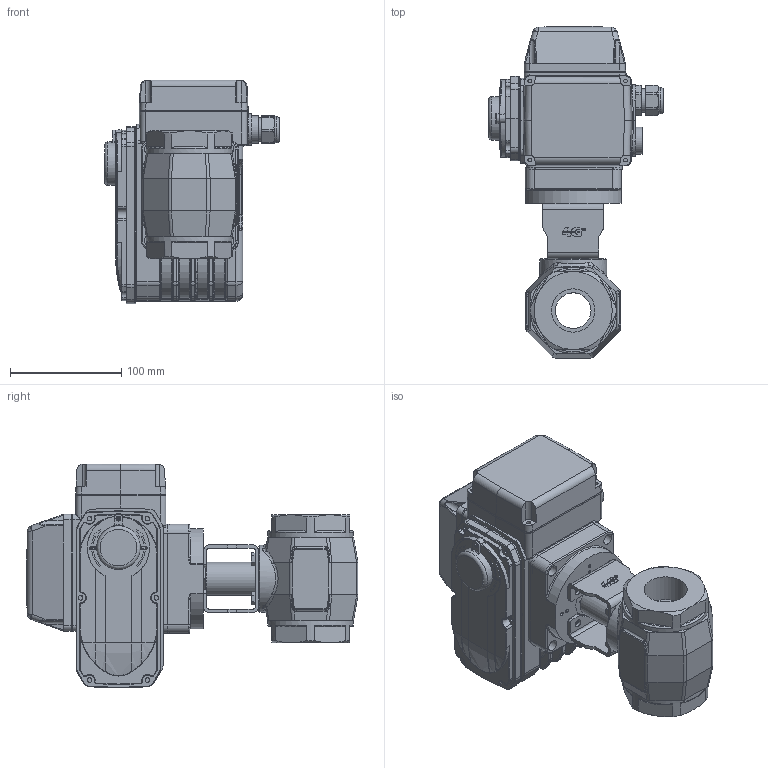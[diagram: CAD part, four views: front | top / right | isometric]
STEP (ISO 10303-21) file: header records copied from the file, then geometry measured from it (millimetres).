
FILE_DESCRIPTION(/* description */ ('Unknown'),/* implementation_level */ '2;1');
FILE_NAME(/* name */ 'AE09_10 4500_9769-07',/* time_stamp */ '2023-08-15T10:10:41+02:00',/* author */ ('Unknown'),/* organization */ ('Unknown'),/* preprocessor_version */ 'ST-DEVELOPER v18.102',/* originating_system */ 'Solid Edge',/* authorisation */ 'Unknown');
FILE_SCHEMA (('AUTOMOTIVE_DESIGN {1 0 10303 214 3 1 1}'));
Products named in the file (51): AE09_10 4500-07_(AE100-7.500.032); 7.500.032_neu; 49899009_Brücke F05-F05 Höhe 50; AE09_AE10_(AE100_103); 癹弇羲壽; 萇蚾裔蝶菜; S倰眊极蜊婖2016-5-25; NQ10-034 梓僅啣; 盄坶1; 癹弇羲壽_0; 秶郘裔蝶菜2015蜊輛; S倰薊粣ん; 癹弇羲壽_1; NQ10-035 噩え; S型驱动盖20190829; NQ10-033 硌渀; 盄坶2; 癹弇羲壽_2; 萇蚾裔; S型电动执行机构直装平视20190830; S倰眊极蜊婖2016-5-25_0; 驱动盖组件; S型驱动盖20190829_0; 驱动盖胶垫; 萇蚾窒璃; 癹弇羲壽_3; 癹弇羲壽笢潔輸; NQ10-034 梓僅啣_0; NQ10-033 硌渀_0; 秶郘裔郪璃; S倰秶郘裔 蜊; 秶郘裔蝶菜2015蜊輛_0; 萇蚾裔窒璃; 萇蚾裔_0; 萇蚾裔蝶菜_0; NQ10-035 噩え_0; NQ10-037 忒雄紱釬諳裔; 盄坶; 盄坶1_0; 盄坶2_0 ...
Assembly tree (56 placements, depth 5):
  AE09_10 4500-07_(AE100-7.500.032)
    7.500.032_neu
    49899009_Brücke F05-F05 Höhe 50
    AE09_AE10_(AE100_103)
      癹弇羲壽
      萇蚾裔蝶菜
      S倰眊极蜊婖2016-5-25
      NQ10-034 梓僅啣
      盄坶1
      癹弇羲壽_0
      秶郘裔蝶菜2015蜊輛
      S倰薊粣ん
      癹弇羲壽_1
      NQ10-035 噩え
      S型驱动盖20190829
      NQ10-033 硌渀
      盄坶2
      癹弇羲壽_2
      萇蚾裔
      S型电动执行机构直装平视20190830
        S倰眊极蜊婖2016-5-25_0
        驱动盖组件
          S型驱动盖20190829_0
          驱动盖胶垫
        萇蚾窒璃
          癹弇羲壽_3  x4
          癹弇羲壽笢潔輸
        NQ10-034 梓僅啣_0
        NQ10-033 硌渀_0
        秶郘裔郪璃
          S倰秶郘裔 蜊
          秶郘裔蝶菜2015蜊輛_0
        萇蚾裔窒璃
          萇蚾裔_0
          萇蚾裔蝶菜_0
          NQ10-035 噩え_0
        NQ10-037 忒雄紱釬諳裔
        盄坶
          盄坶1_0
          盄坶2_0
        盄黑
        S倰薊粣ん_0
        假蚾啣
      假蚾啣_0
      癹弇羲壽笢潔輸_0
      NQ10-037 忒雄紱釬諳裔_0
      驱动盖胶垫_0
      S倰秶郘裔 蜊_0
      盄黑_0
    49860300_Spindeladapter Edelstahl_SW17x17x15_Tasche 17x17x16_BL.60_ø3
0
    DIN 933 M6x12 A2-70 BLK_EDST  x4
Bounding box: 157 x 298 x 201 mm (x, y, z)
Volume: 2097455.8 mm3; surface area: 384041.4 mm2
Topology: 36 solids, 36 shells, 2920 faces, 7682 edges, 4908 vertices
Faces by surface type: plane 1421, cylinder 962, bspline 255, torus 161, cone 80, sphere 41
Full cylindrical faces by diameter (mm): 2.5 x7, 3 x8, 3.2 x12, 3.3 x15, 3.5 x1, 4.2 x7, 4.5 x8, 4.8 x14, 4.917 x8, 5 x13, 5.5 x6, 6 x6, 6.5 x4, 6.8 x10, 7 x8, 8 x1, 10 x8, 12.3 x1, 13.2 x1, 13.5 x1, 13.8 x1, 14 x1, 15 x1, 18.7 x1, 19 x2, 19.16 x1, 20 x1, 21 x3, 24 x1, 24.5 x1
Entity records: 90218 total; most frequent: CARTESIAN_POINT 25332, ORIENTED_EDGE 12958, DIRECTION 12640, EDGE_CURVE 6479, AXIS2_PLACEMENT_3D 4542, VERTEX_POINT 4295, LINE 3556, VECTOR 3556
